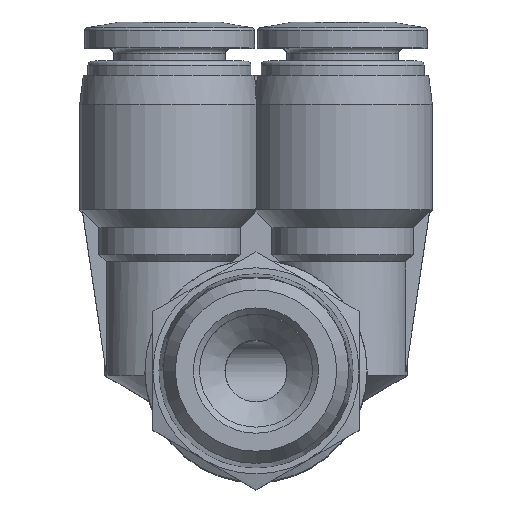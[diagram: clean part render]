
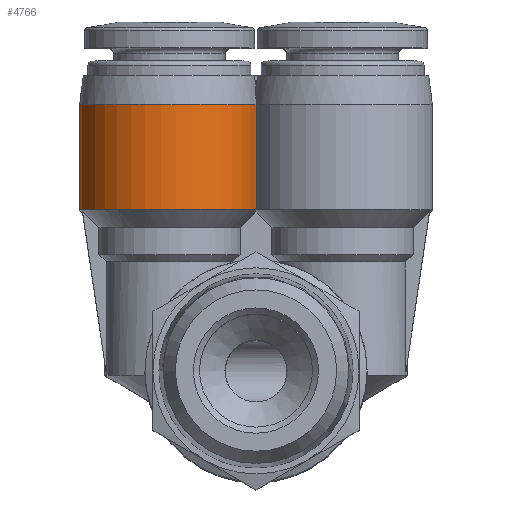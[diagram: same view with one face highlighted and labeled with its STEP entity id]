
A CAD part, top view. The second image highlights one B-rep face of the part: STEP entity #4766.
In plain terms, the highlighted cylindrical face has radius 6.25 mm (diameter 12.5 mm), a partial arc.
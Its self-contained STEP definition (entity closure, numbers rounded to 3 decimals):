
#143=LINE('',#7031,#245);
#144=LINE('',#7036,#246);
#245=VECTOR('',#5620,1000.);
#246=VECTOR('',#5623,1000.);
#699=ORIENTED_EDGE('',*,*,#1567,.F.);
#700=ORIENTED_EDGE('',*,*,#1568,.T.);
#701=ORIENTED_EDGE('',*,*,#1569,.F.);
#702=ORIENTED_EDGE('',*,*,#1570,.F.);
#1567=EDGE_CURVE('',#1988,#1989,#143,.T.);
#1568=EDGE_CURVE('',#1988,#1990,#2211,.T.);
#1569=EDGE_CURVE('',#1991,#1990,#144,.F.);
#1570=EDGE_CURVE('',#1989,#1991,#2212,.T.);
#1988=VERTEX_POINT('',#7032);
#1989=VERTEX_POINT('',#7033);
#1990=VERTEX_POINT('',#7035);
#1991=VERTEX_POINT('',#7037);
#2211=CIRCLE('',#5052,6.25);
#2212=CIRCLE('',#5053,6.25);
#2420=EDGE_LOOP('',(#699,#700,#701,#702));
#2764=FACE_BOUND('',#2420,.T.);
#3077=CYLINDRICAL_SURFACE('',#5051,6.25);
#4766=ADVANCED_FACE('',(#2764),#3077,.T.);
#5051=AXIS2_PLACEMENT_3D('',#7030,#5618,#5619);
#5052=AXIS2_PLACEMENT_3D('',#7034,#5621,#5622);
#5053=AXIS2_PLACEMENT_3D('',#7038,#5624,#5625);
#5618=DIRECTION('',(0.,-1.,0.));
#5619=DIRECTION('',(0.,0.,-1.));
#5620=DIRECTION('',(0.,-1.,0.));
#5621=DIRECTION('',(0.,-1.,0.));
#5622=DIRECTION('',(0.,0.,-1.));
#5623=DIRECTION('',(0.,-1.,0.));
#5624=DIRECTION('',(0.,-1.,0.));
#5625=DIRECTION('',(0.,0.,-1.));
#7030=CARTESIAN_POINT('',(-6.,-2.887,-11.7));
#7031=CARTESIAN_POINT('',(0.,14.85,-9.95));
#7032=CARTESIAN_POINT('',(0.,18.5,-9.95));
#7033=CARTESIAN_POINT('',(0.,11.2,-9.95));
#7034=CARTESIAN_POINT('',(-6.,18.5,-11.7));
#7035=CARTESIAN_POINT('',(0.,18.5,-13.45));
#7036=CARTESIAN_POINT('',(0.,14.85,-13.45));
#7037=CARTESIAN_POINT('',(0.,11.2,-13.45));
#7038=CARTESIAN_POINT('',(-6.,11.2,-11.7));
